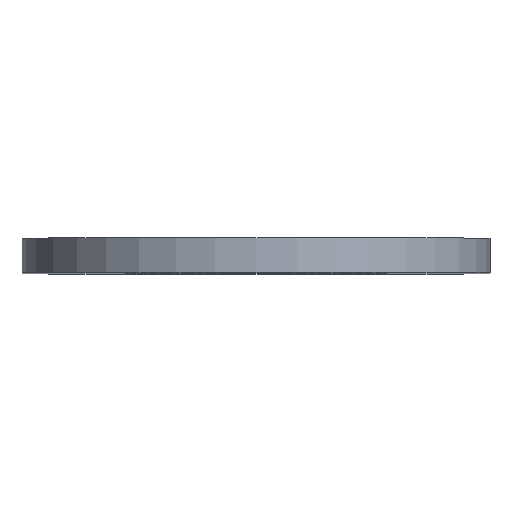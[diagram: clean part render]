
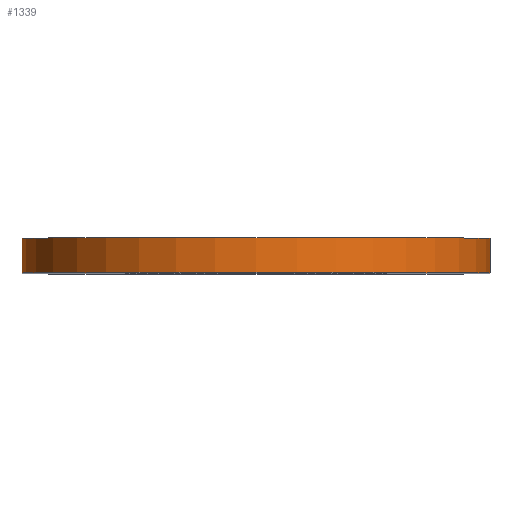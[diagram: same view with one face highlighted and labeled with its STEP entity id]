
A CAD part, top view. The second image highlights one B-rep face of the part: STEP entity #1339.
In plain terms, the highlighted cylindrical face has radius 13.5 mm (diameter 27 mm), a partial arc.
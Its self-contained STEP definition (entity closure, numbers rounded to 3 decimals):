
#53 = CARTESIAN_POINT ( 'NONE',  ( -13.5, 0., 16. ) ) ;
#80 = DIRECTION ( 'NONE',  ( 0., -1., 0. ) ) ;
#89 = DIRECTION ( 'NONE',  ( 0., -1., 0. ) ) ;
#120 = DIRECTION ( 'NONE',  ( 0., -1., 0. ) ) ;
#154 = DIRECTION ( 'NONE',  ( 0., 1., 0. ) ) ;
#233 = VERTEX_POINT ( 'NONE', #527 ) ;
#270 = AXIS2_PLACEMENT_3D ( 'NONE', #1483, #89, #981 ) ;
#287 = EDGE_CURVE ( 'NONE', #1482, #1351, #385, .T. ) ;
#316 = CIRCLE ( 'NONE', #1310, 13.5 ) ;
#385 = LINE ( 'NONE', #1022, #688 ) ;
#404 = CARTESIAN_POINT ( 'NONE',  ( 0., 0., 16. ) ) ;
#475 = CARTESIAN_POINT ( 'NONE',  ( -13.5, 2., 16. ) ) ;
#527 = CARTESIAN_POINT ( 'NONE',  ( -13.5, 2., 16. ) ) ;
#537 = DIRECTION ( 'NONE',  ( 0., 0., 1. ) ) ;
#604 = CARTESIAN_POINT ( 'NONE',  ( 13.5, 2., 16. ) ) ;
#617 = CIRCLE ( 'NONE', #1398, 13.5 ) ;
#621 = VECTOR ( 'NONE', #80, 1000. ) ;
#634 = ORIENTED_EDGE ( 'NONE', *, *, #287, .F. ) ;
#655 = EDGE_LOOP ( 'NONE', ( #1000, #634, #1314, #1520 ) ) ;
#682 = EDGE_CURVE ( 'NONE', #1152, #1351, #316, .T. ) ;
#688 = VECTOR ( 'NONE', #120, 1000. ) ;
#717 = EDGE_CURVE ( 'NONE', #233, #1482, #617, .T. ) ;
#923 = CYLINDRICAL_SURFACE ( 'NONE', #270, 13.5 ) ;
#925 = CARTESIAN_POINT ( 'NONE',  ( 0., 2., 16. ) ) ;
#981 = DIRECTION ( 'NONE',  ( 0., 0., -1. ) ) ;
#1000 = ORIENTED_EDGE ( 'NONE', *, *, #682, .T. ) ;
#1022 = CARTESIAN_POINT ( 'NONE',  ( 13.5, 2., 16. ) ) ;
#1038 = DIRECTION ( 'NONE',  ( 0., 0., 1. ) ) ;
#1114 = CARTESIAN_POINT ( 'NONE',  ( 13.5, 0., 16. ) ) ;
#1152 = VERTEX_POINT ( 'NONE', #53 ) ;
#1285 = LINE ( 'NONE', #475, #621 ) ;
#1288 = DIRECTION ( 'NONE',  ( 0., 1., 0. ) ) ;
#1310 = AXIS2_PLACEMENT_3D ( 'NONE', #404, #1288, #537 ) ;
#1314 = ORIENTED_EDGE ( 'NONE', *, *, #717, .F. ) ;
#1334 = EDGE_CURVE ( 'NONE', #233, #1152, #1285, .T. ) ;
#1339 = ADVANCED_FACE ( 'NONE', ( #1583 ), #923, .T. ) ;
#1351 = VERTEX_POINT ( 'NONE', #1114 ) ;
#1398 = AXIS2_PLACEMENT_3D ( 'NONE', #925, #154, #1038 ) ;
#1482 = VERTEX_POINT ( 'NONE', #604 ) ;
#1483 = CARTESIAN_POINT ( 'NONE',  ( 0., 2., 16. ) ) ;
#1520 = ORIENTED_EDGE ( 'NONE', *, *, #1334, .T. ) ;
#1583 = FACE_OUTER_BOUND ( 'NONE', #655, .T. ) ;
